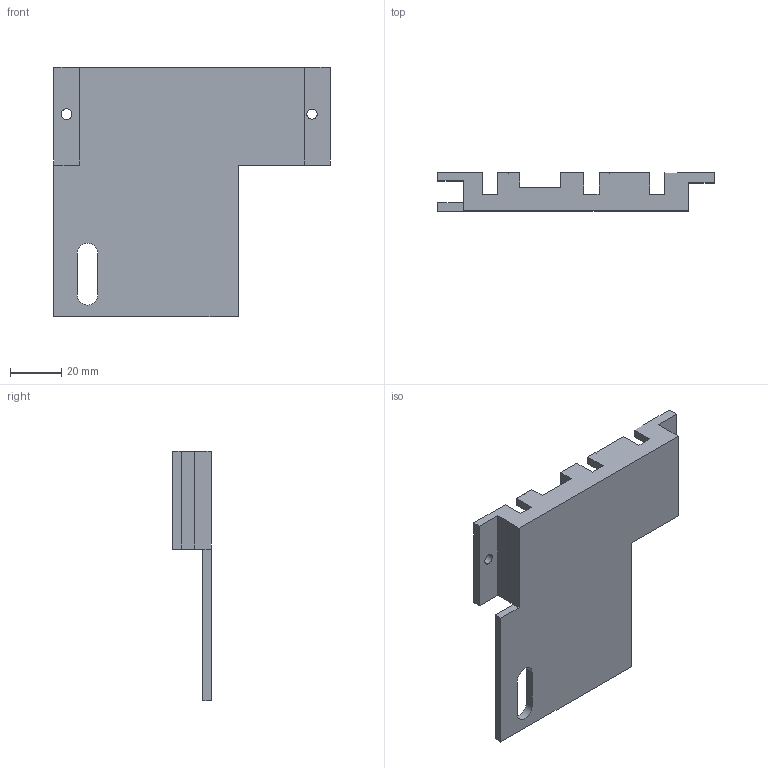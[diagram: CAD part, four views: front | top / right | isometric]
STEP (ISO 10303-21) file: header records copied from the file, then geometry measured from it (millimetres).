
FILE_DESCRIPTION(/* description */ (''),/* implementation_level */ '2;1');
FILE_NAME(/* name */ '',/* time_stamp */ '2025-11-25T18:56:05+03:00',/* author */ ('Phantom'),/* organization */ (''),/* preprocessor_version */ 'ST-DEVELOPER v20.1',/* originating_system */ 'Autodesk Inventor 2026',/* authorisation */ '');
FILE_SCHEMA (('AUTOMOTIVE_DESIGN { 1 0 10303 214 3 1 1 }'));
Length unit declared in the file: millimetre
Products named in the file (1): 16950 2часть
Bounding box: 107.65 x 14.92 x 97 mm (x, y, z)
Volume: 47260.9 mm3; surface area: 22723.9 mm2
Topology: 1 solids, 1 shells, 59 faces, 169 edges, 118 vertices
Faces by surface type: plane 55, cylinder 4
Full cylindrical faces by diameter (mm): 4 x1, 4.2 x1
Entity records: 1979 total; most frequent: CARTESIAN_POINT 347, ORIENTED_EDGE 338, DIRECTION 297, EDGE_CURVE 169, LINE 161, VECTOR 161, VERTEX_POINT 112, EDGE_LOOP 69
